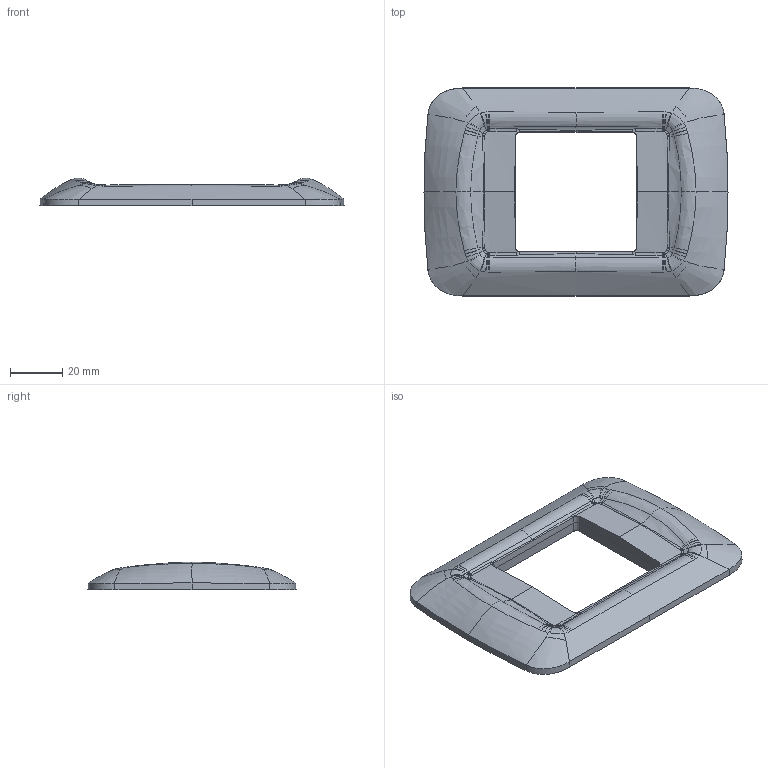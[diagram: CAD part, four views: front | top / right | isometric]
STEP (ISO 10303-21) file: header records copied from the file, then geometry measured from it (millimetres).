
FILE_DESCRIPTION(('CATIA V5 STEP Exchange','CAx-IF Rec.Pracs.--- Model Styling and Organization---1.4--- 2014-01-23'),'2;1');
FILE_NAME('GW22502 GW22522.stp','2020-09-09T17:16:23+00:00',('none'),('none'),'CATIA Version 5-6 Release 2016 SP6','CATIA V5 STEP AP214','none');
FILE_SCHEMA(('AUTOMOTIVE_DESIGN { 1 0 10303 214 1 1 1 1 }'));
Length unit declared in the file: millimetre
Products named in the file (1): GW22502 GW22522
Bounding box: 116.54 x 79.73 x 10.58 mm (x, y, z)
Volume: 46554.3 mm3; surface area: 16614.8 mm2
Topology: 1 solids, 1 shells, 183 faces, 476 edges, 294 vertices
Faces by surface type: bspline 160, plane 9, cylinder 6, extrusion 4, cone 4
Entity records: 15498 total; most frequent: CARTESIAN_POINT 12422, ORIENTED_EDGE 952, EDGE_CURVE 476, B_SPLINE_CURVE_WITH_KNOTS 453, VERTEX_POINT 294, EDGE_LOOP 184, ADVANCED_FACE 183, FACE_OUTER_BOUND 183
